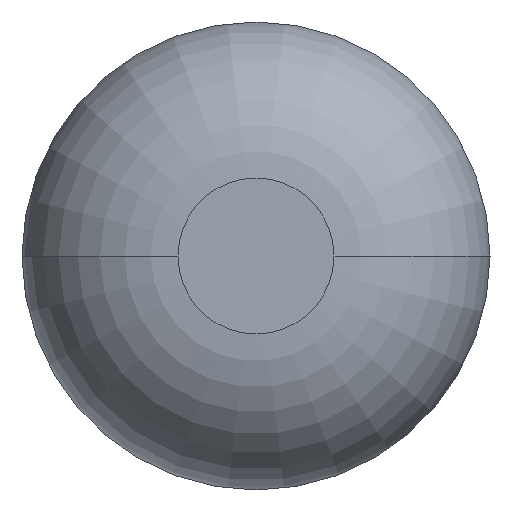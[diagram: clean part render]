
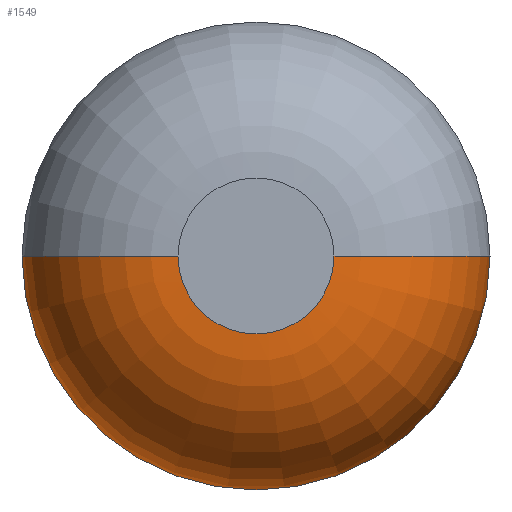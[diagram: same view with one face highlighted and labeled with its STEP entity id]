
A CAD part, front view. The second image highlights one B-rep face of the part: STEP entity #1549.
In plain terms, the highlighted toroidal (fillet/blend) face has major radius 0.125 mm and minor radius 0.25 mm.
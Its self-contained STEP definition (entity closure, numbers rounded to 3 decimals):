
#516 = CIRCLE ( 'NONE', #1683, 0.125 ) ;
#519 = AXIS2_PLACEMENT_3D ( 'NONE', #727, #1961, #1454 ) ;
#727 = CARTESIAN_POINT ( 'NONE',  ( -0.125, -18.25, 0. ) ) ;
#743 = ORIENTED_EDGE ( 'NONE', *, *, #1394, .F. ) ;
#773 = AXIS2_PLACEMENT_3D ( 'NONE', #1273, #2994, #1259 ) ;
#891 = EDGE_CURVE ( 'Defeature ausgef�hrt1_0+Defeature ausgef�hrt1_2+Defeature ausgef�hrt1_2+Defeature ausgef�hrt1_2', #2225, #2831, #2402, .T. ) ;
#989 = CARTESIAN_POINT ( 'NONE',  ( 0.375, -18.25, 0. ) ) ;
#1042 = DIRECTION ( 'NONE',  ( 0., 1., 0. ) ) ;
#1043 = CIRCLE ( 'NONE', #519, 0.25 ) ;
#1238 = ORIENTED_EDGE ( 'NONE', *, *, #2575, .T. ) ;
#1240 = DIRECTION ( 'NONE',  ( 1., 0., 0. ) ) ;
#1259 = DIRECTION ( 'NONE',  ( 1., 0., 0. ) ) ;
#1273 = CARTESIAN_POINT ( 'NONE',  ( 0., -18.25, 0. ) ) ;
#1341 = VERTEX_POINT ( 'NONE', #1682 ) ;
#1364 = CARTESIAN_POINT ( 'NONE',  ( 0.125, -18.25, 0. ) ) ;
#1394 = EDGE_CURVE ( 'Defeature ausgef�hrt1_1+Defeature ausgef�hrt1_2+Defeature ausgef�hrt1_2+Defeature ausgef�hrt1_2', #1341, #2465, #516, .T. ) ;
#1454 = DIRECTION ( 'NONE',  ( -1., 0., 0. ) ) ;
#1502 = AXIS2_PLACEMENT_3D ( 'NONE', #1364, #1851, #2856 ) ;
#1547 = CIRCLE ( 'NONE', #1502, 0.25 ) ;
#1549 = ADVANCED_FACE ( 'Defeature ausgef�hrt1_2', ( #2358 ), #3032, .T. ) ;
#1682 = CARTESIAN_POINT ( 'NONE',  ( -0.125, -18.5, 0. ) ) ;
#1683 = AXIS2_PLACEMENT_3D ( 'NONE', #2156, #2407, #2710 ) ;
#1851 = DIRECTION ( 'NONE',  ( 0., 0., 1. ) ) ;
#1961 = DIRECTION ( 'NONE',  ( 0., 0., -1. ) ) ;
#1982 = EDGE_CURVE ( 'NONE', #2465, #2225, #1547, .T. ) ;
#2124 = CARTESIAN_POINT ( 'NONE',  ( -0.375, -18.25, 0. ) ) ;
#2156 = CARTESIAN_POINT ( 'NONE',  ( 0., -18.5, 0. ) ) ;
#2225 = VERTEX_POINT ( 'NONE', #989 ) ;
#2276 = ORIENTED_EDGE ( 'NONE', *, *, #1982, .F. ) ;
#2358 = FACE_OUTER_BOUND ( 'NONE', #2783, .T. ) ;
#2390 = CARTESIAN_POINT ( 'NONE',  ( 0.125, -18.5, 0. ) ) ;
#2402 = CIRCLE ( 'NONE', #773, 0.375 ) ;
#2407 = DIRECTION ( 'NONE',  ( 0., -1., 0. ) ) ;
#2465 = VERTEX_POINT ( 'NONE', #2390 ) ;
#2518 = CARTESIAN_POINT ( 'NONE',  ( 0., -18.25, 0. ) ) ;
#2575 = EDGE_CURVE ( 'NONE', #1341, #2831, #1043, .T. ) ;
#2710 = DIRECTION ( 'NONE',  ( 1., 0., 0. ) ) ;
#2783 = EDGE_LOOP ( 'NONE', ( #743, #1238, #2975, #2276 ) ) ;
#2831 = VERTEX_POINT ( 'NONE', #2124 ) ;
#2856 = DIRECTION ( 'NONE',  ( 1., 0., 0. ) ) ;
#2881 = AXIS2_PLACEMENT_3D ( 'NONE', #2518, #1042, #1240 ) ;
#2975 = ORIENTED_EDGE ( 'NONE', *, *, #891, .F. ) ;
#2994 = DIRECTION ( 'NONE',  ( 0., 1., 0. ) ) ;
#3032 = TOROIDAL_SURFACE ( 'NONE', #2881, 0.125, 0.25 ) ;
